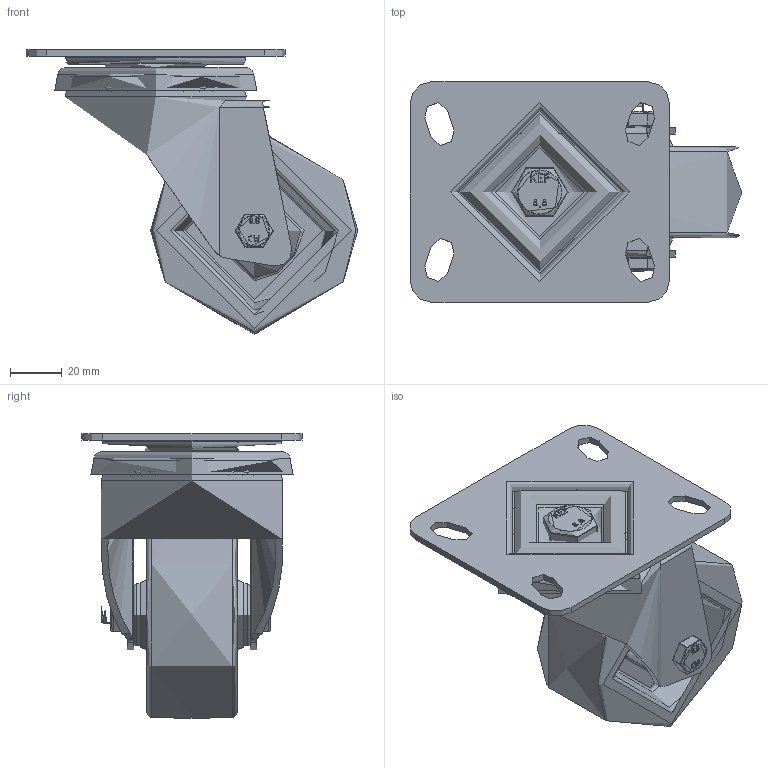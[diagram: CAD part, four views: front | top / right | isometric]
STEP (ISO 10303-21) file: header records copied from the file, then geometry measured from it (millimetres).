
FILE_DESCRIPTION(/* description */ (''),/* implementation_level */ '2;1');
FILE_NAME(/* name */ 'BZMH80AN3.step',/* time_stamp */ '2025-07-02T14:45:39+01:00',/* author */ (''),/* organization */ (''),/* preprocessor_version */ 'ST-DEVELOPER v20.1',/* originating_system */ 'Autodesk Translation Framework v14.10.0.0',/* authorisation */ '');
FILE_SCHEMA (('AUTOMOTIVE_DESIGN { 1 0 10303 214 3 1 1 }'));
Products named in the file (23): BZMH80AN3; BZMH80ASHT v1; PRESSED STEEL TOP PLATE; PRESSED STEEL TOP PLATE Geometry; BOLT; NUT; Pattern; Component4; Pattern2; Component5; PRESSED STEEL FORKS; WAN80M12300 v1; DITHERM HIGH TEMPERATURE WHEEL; TUBEM12X45 v1; ZINC PLATED AXLE TUBE; WM12X24X2Z v1; ZINC PLATED WASHER; WM12X24X2Z v1 (1); ZINC PLATED WASHER (1); HEXBOLTM8X60Z8.8 - NEW v2; GRADE 8.8 ZINC PLATED BOLT; NM8GR8FULLZHT v1; M8 NUT
Assembly tree (62 placements, depth 5):
  BZMH80AN3
    BZMH80ASHT v1
      PRESSED STEEL TOP PLATE
        PRESSED STEEL TOP PLATE Geometry
        BOLT
        NUT
        Pattern
          Component4  x22
        Pattern2
          Component5  x20
      PRESSED STEEL FORKS
    WAN80M12300 v1
      DITHERM HIGH TEMPERATURE WHEEL
    TUBEM12X45 v1
      ZINC PLATED AXLE TUBE
    WM12X24X2Z v1
      ZINC PLATED WASHER
    WM12X24X2Z v1 (1)
      ZINC PLATED WASHER (1)
    HEXBOLTM8X60Z8.8 - NEW v2
      GRADE 8.8 ZINC PLATED BOLT
    NM8GR8FULLZHT v1
      M8 NUT
Bounding box: 128 x 85 x 110 mm (x, y, z)
Volume: 222522.2 mm3; surface area: 100361.6 mm2
Topology: 52 solids, 52 shells, 551 faces, 1385 edges, 885 vertices
Faces by surface type: plane 170, cylinder 152, bspline 92, sphere 72, cone 34, torus 31
Full cylindrical faces by diameter (mm): 0.664 x2, 6.446 x9, 7.866 x15, 8 x1, 8.2 x3, 10 x19, 11.95 x1, 12 x3, 12.5 x1, 13 x2, 17 x1, 18 x1, 22.68 x1, 24 x2, 46 x1, 56 x1, 65 x1, 69.5 x1, 70 x1
Entity records: 38810 total; most frequent: CARTESIAN_POINT 26512, ORIENTED_EDGE 2510, DIRECTION 2262, EDGE_CURVE 1255, AXIS2_PLACEMENT_3D 872, VERTEX_POINT 805, EDGE_LOOP 576, LINE 518
